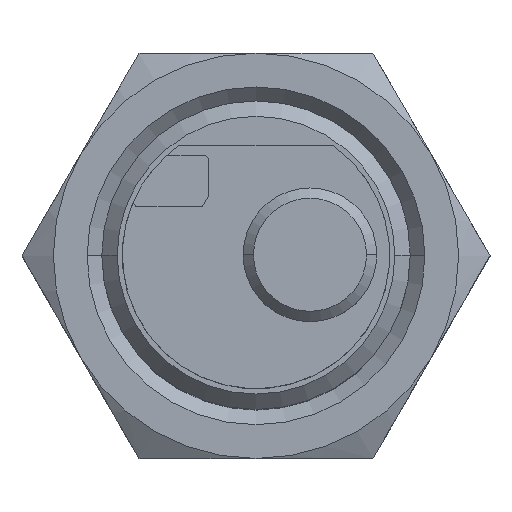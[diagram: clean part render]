
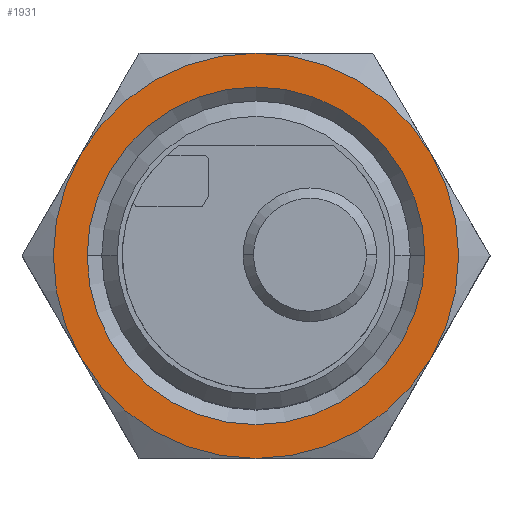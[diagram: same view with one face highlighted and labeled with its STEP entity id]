
A CAD part, top view. The second image highlights one B-rep face of the part: STEP entity #1931.
In plain terms, the highlighted planar face has unit normal (0, 0, 1).
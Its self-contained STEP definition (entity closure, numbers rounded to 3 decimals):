
#155=CARTESIAN_POINT('',(0.,0.,40.474));
#156=DIRECTION('',(0.,0.,1.));
#157=DIRECTION('',(0.,-1.,0.));
#158=AXIS2_PLACEMENT_3D('',#155,#156,#157);
#160=CARTESIAN_POINT('',(0.,0.,40.474));
#161=DIRECTION('',(0.,0.,1.));
#162=DIRECTION('',(-0.866,-0.5,0.));
#163=AXIS2_PLACEMENT_3D('',#160,#161,#162);
#165=CARTESIAN_POINT('',(0.,0.,40.474));
#166=DIRECTION('',(0.,0.,1.));
#167=DIRECTION('',(0.,1.,0.));
#168=AXIS2_PLACEMENT_3D('',#165,#166,#167);
#170=CARTESIAN_POINT('',(0.,0.,40.474));
#171=DIRECTION('',(0.,0.,1.));
#172=DIRECTION('',(0.866,0.5,0.));
#173=AXIS2_PLACEMENT_3D('',#170,#171,#172);
#175=CARTESIAN_POINT('',(0.,0.,40.474));
#176=DIRECTION('',(0.,0.,-1.));
#177=DIRECTION('',(1.,0.,0.));
#178=AXIS2_PLACEMENT_3D('',#175,#176,#177);
#180=CARTESIAN_POINT('',(0.,0.,40.474));
#181=DIRECTION('',(0.,0.,-1.));
#182=DIRECTION('',(-1.,0.,0.));
#183=AXIS2_PLACEMENT_3D('',#180,#181,#182);
#201=CARTESIAN_POINT('',(0.,0.,40.474));
#202=DIRECTION('',(0.,0.,1.));
#203=DIRECTION('',(0.866,-0.5,0.));
#204=AXIS2_PLACEMENT_3D('',#201,#202,#203);
#270=CARTESIAN_POINT('',(0.,0.,40.474));
#271=DIRECTION('',(0.,0.,1.));
#272=DIRECTION('',(-0.866,0.5,0.));
#273=AXIS2_PLACEMENT_3D('',#270,#271,#272);
#1384=CARTESIAN_POINT('',(0.,-19.707,
40.474));
#1385=CARTESIAN_POINT('',(17.066,-9.853,40.474));
#1386=VERTEX_POINT('',#1384);
#1387=VERTEX_POINT('',#1385);
#1388=CARTESIAN_POINT('',(-17.066,-9.853,
40.474));
#1389=VERTEX_POINT('',#1388);
#1390=CARTESIAN_POINT('',(0.,19.707,
40.474));
#1391=CARTESIAN_POINT('',(-17.066,9.853,40.474));
#1392=VERTEX_POINT('',#1390);
#1393=VERTEX_POINT('',#1391);
#1394=CARTESIAN_POINT('',(17.066,9.853,40.474));
#1395=VERTEX_POINT('',#1394);
#1419=CARTESIAN_POINT('',(-16.422,0.,40.474));
#1420=CARTESIAN_POINT('',(16.422,0.,40.474));
#1421=VERTEX_POINT('',#1419);
#1422=VERTEX_POINT('',#1420);
#1908=CARTESIAN_POINT('',(0.,0.,40.474));
#1909=DIRECTION('',(0.,0.,1.));
#1910=DIRECTION('',(-1.,0.,0.));
#1911=AXIS2_PLACEMENT_3D('',#1908,#1909,#1910);
#1912=PLANE('',#1911);
#1914=ORIENTED_EDGE('',*,*,#1913,.F.);
#1916=ORIENTED_EDGE('',*,*,#1915,.F.);
#1918=ORIENTED_EDGE('',*,*,#1917,.F.);
#1920=ORIENTED_EDGE('',*,*,#1919,.F.);
#1922=ORIENTED_EDGE('',*,*,#1921,.F.);
#1924=ORIENTED_EDGE('',*,*,#1923,.F.);
#1925=EDGE_LOOP('',(#1914,#1916,#1918,#1920,#1922,#1924));
#1926=FACE_OUTER_BOUND('',#1925,.F.);
#1927=ORIENTED_EDGE('',*,*,#1874,.F.);
#1928=ORIENTED_EDGE('',*,*,#1895,.F.);
#1929=EDGE_LOOP('',(#1927,#1928));
#1930=FACE_BOUND('',#1929,.F.);
#1931=ADVANCED_FACE('',(#1926,#1930),#1912,.T.);
#159=CIRCLE('',#158,19.707);
#164=CIRCLE('',#163,19.707);
#169=CIRCLE('',#168,19.707);
#174=CIRCLE('',#173,19.707);
#179=CIRCLE('',#178,16.422);
#184=CIRCLE('',#183,16.422);
#205=CIRCLE('',#204,19.707);
#274=CIRCLE('',#273,19.707);
#1874=EDGE_CURVE('',#1422,#1421,#179,.T.);
#1895=EDGE_CURVE('',#1421,#1422,#184,.T.);
#1913=EDGE_CURVE('',#1387,#1395,#205,.T.);
#1915=EDGE_CURVE('',#1386,#1387,#159,.T.);
#1917=EDGE_CURVE('',#1389,#1386,#164,.T.);
#1919=EDGE_CURVE('',#1393,#1389,#274,.T.);
#1921=EDGE_CURVE('',#1392,#1393,#169,.T.);
#1923=EDGE_CURVE('',#1395,#1392,#174,.T.);
